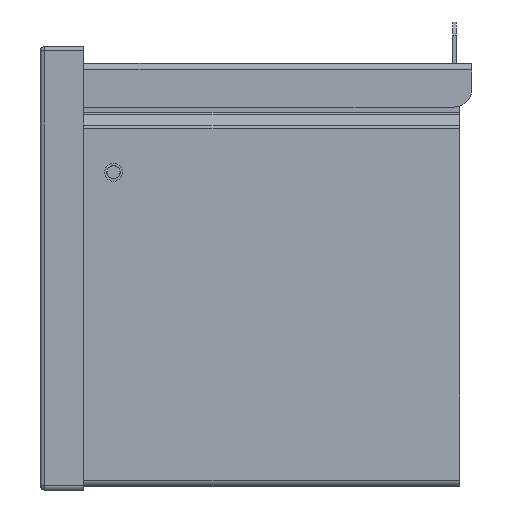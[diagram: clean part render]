
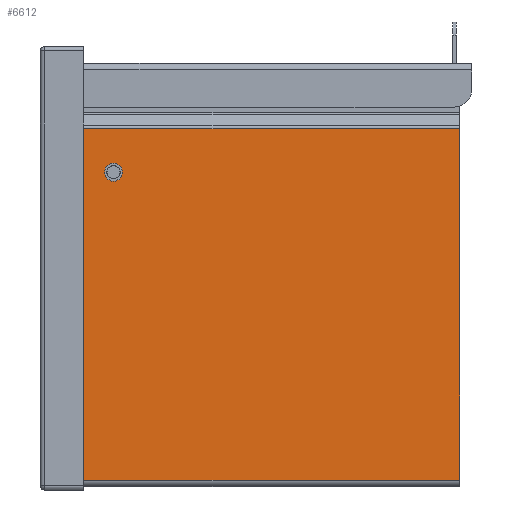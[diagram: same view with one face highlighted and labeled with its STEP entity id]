
A CAD part, left-side view. The second image highlights one B-rep face of the part: STEP entity #6612.
In plain terms, the highlighted planar face has unit normal (-1, 0, 0).
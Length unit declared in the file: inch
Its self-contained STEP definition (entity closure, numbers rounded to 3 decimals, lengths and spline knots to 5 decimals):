
#43 = LINE ( 'NONE', #4566, #9803 ) ;
#95 = CARTESIAN_POINT ( 'NONE',  ( -6., 0., 5.02496 ) ) ;
#540 = EDGE_CURVE ( 'NONE', #6747, #2818, #4982, .T. ) ;
#591 = PLANE ( 'NONE',  #11825 ) ;
#1138 = EDGE_LOOP ( 'NONE', ( #11315, #9318, #6860, #2515 ) ) ;
#1662 = DIRECTION ( 'NONE',  ( 0., 0., -1. ) ) ;
#2450 = CARTESIAN_POINT ( 'NONE',  ( -6., 4.952, 4.3102 ) ) ;
#2515 = ORIENTED_EDGE ( 'NONE', *, *, #11501, .F. ) ;
#2522 = VERTEX_POINT ( 'NONE', #6132 ) ;
#2530 = AXIS2_PLACEMENT_3D ( 'NONE', #11483, #5833, #4088 ) ;
#2575 = ORIENTED_EDGE ( 'NONE', *, *, #6517, .F. ) ;
#2689 = DIRECTION ( 'NONE',  ( -1., 0., 0. ) ) ;
#2818 = VERTEX_POINT ( 'NONE', #8065 ) ;
#3087 = DIRECTION ( 'NONE',  ( -1., 0., 0. ) ) ;
#3350 = CARTESIAN_POINT ( 'NONE',  ( -6., 5.952, 5.02496 ) ) ;
#3553 = EDGE_CURVE ( 'NONE', #11477, #2522, #7967, .T. ) ;
#3592 = CARTESIAN_POINT ( 'NONE',  ( -6., 0., 5.0552 ) ) ;
#3867 = CARTESIAN_POINT ( 'NONE',  ( -6., 0., 0. ) ) ;
#4077 = CIRCLE ( 'NONE', #2530, 0.095 ) ;
#4088 = DIRECTION ( 'NONE',  ( 0., 0., 1. ) ) ;
#4324 = CARTESIAN_POINT ( 'NONE',  ( -6., 5.952, 0. ) ) ;
#4328 = DIRECTION ( 'NONE',  ( 0., 0., -1. ) ) ;
#4341 = ORIENTED_EDGE ( 'NONE', *, *, #3553, .F. ) ;
#4566 = CARTESIAN_POINT ( 'NONE',  ( -6., 0., 5.02496 ) ) ;
#4966 = VECTOR ( 'NONE', #11311, 39.37008 ) ;
#4982 = LINE ( 'NONE', #8679, #11791 ) ;
#5316 = VERTEX_POINT ( 'NONE', #4324 ) ;
#5320 = EDGE_CURVE ( 'NONE', #2818, #5316, #6250, .T. ) ;
#5833 = DIRECTION ( 'NONE',  ( -1., 0., 0. ) ) ;
#6074 = VERTEX_POINT ( 'NONE', #3867 ) ;
#6132 = CARTESIAN_POINT ( 'NONE',  ( -6., 4.952, 4.5002 ) ) ;
#6250 = LINE ( 'NONE', #3350, #8423 ) ;
#6316 = FACE_BOUND ( 'NONE', #6714, .T. ) ;
#6517 = EDGE_CURVE ( 'NONE', #2522, #11477, #4077, .T. ) ;
#6612 = ADVANCED_FACE ( 'NONE', ( #6316, #10021 ), #591, .T. ) ;
#6706 = CARTESIAN_POINT ( 'NONE',  ( -6., 4.952, 4.4052 ) ) ;
#6714 = EDGE_LOOP ( 'NONE', ( #2575, #4341 ) ) ;
#6747 = VERTEX_POINT ( 'NONE', #95 ) ;
#6809 = AXIS2_PLACEMENT_3D ( 'NONE', #6706, #3087, #4328 ) ;
#6860 = ORIENTED_EDGE ( 'NONE', *, *, #11207, .F. ) ;
#7967 = CIRCLE ( 'NONE', #6809, 0.095 ) ;
#8065 = CARTESIAN_POINT ( 'NONE',  ( -6., 5.952, 5.02496 ) ) ;
#8085 = DIRECTION ( 'NONE',  ( 0., 0., -1. ) ) ;
#8148 = DIRECTION ( 'NONE',  ( 0., 0., -1. ) ) ;
#8423 = VECTOR ( 'NONE', #1662, 39.37008 ) ;
#8679 = CARTESIAN_POINT ( 'NONE',  ( -6., 0., 5.02496 ) ) ;
#9318 = ORIENTED_EDGE ( 'NONE', *, *, #5320, .T. ) ;
#9803 = VECTOR ( 'NONE', #8148, 39.37008 ) ;
#10021 = FACE_OUTER_BOUND ( 'NONE', #1138, .T. ) ;
#10446 = LINE ( 'NONE', #11435, #4966 ) ;
#11207 = EDGE_CURVE ( 'NONE', #6074, #5316, #10446, .T. ) ;
#11311 = DIRECTION ( 'NONE',  ( 0., 1., 0. ) ) ;
#11315 = ORIENTED_EDGE ( 'NONE', *, *, #540, .T. ) ;
#11435 = CARTESIAN_POINT ( 'NONE',  ( -6., 0., 0. ) ) ;
#11463 = DIRECTION ( 'NONE',  ( 0., 1., 0. ) ) ;
#11477 = VERTEX_POINT ( 'NONE', #2450 ) ;
#11483 = CARTESIAN_POINT ( 'NONE',  ( -6., 4.952, 4.4052 ) ) ;
#11501 = EDGE_CURVE ( 'NONE', #6747, #6074, #43, .T. ) ;
#11791 = VECTOR ( 'NONE', #11463, 39.37008 ) ;
#11825 = AXIS2_PLACEMENT_3D ( 'NONE', #3592, #2689, #8085 ) ;
